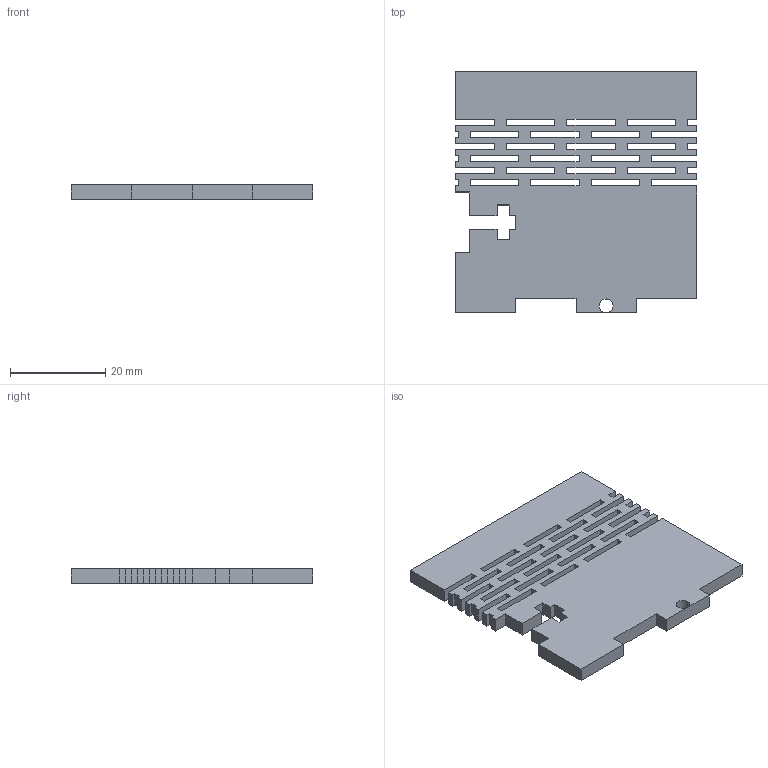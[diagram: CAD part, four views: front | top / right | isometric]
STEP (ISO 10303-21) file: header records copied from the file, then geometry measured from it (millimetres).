
FILE_DESCRIPTION(/* description */ (''),/* implementation_level */ '2;1');
FILE_NAME(/* name */ 'side2+hinge.stp',/* time_stamp */ '2019-05-21T10:51:01-05:00',/* author */ ('markg'),/* organization */ (''),/* preprocessor_version */ 'ST-DEVELOPER v16.5',/* originating_system */ 'Autodesk Inventor 2017',/* authorisation */ '');
FILE_SCHEMA (('AUTOMOTIVE_DESIGN { 1 0 10303 214 3 1 1 }'));
Length unit declared in the file: inch
Products named in the file (1): side2+hinge
Bounding box: 50.8 x 50.8 x 2.97 mm (x, y, z)
Volume: 6276.4 mm3; surface area: 6559.5 mm2
Topology: 1 solids, 1 shells, 149 faces, 441 edges, 294 vertices
Faces by surface type: plane 148, cylinder 1
Full cylindrical faces by diameter (mm): 2.87 x1
Entity records: 4980 total; most frequent: CARTESIAN_POINT 884, ORIENTED_EDGE 880, DIRECTION 742, EDGE_CURVE 440, LINE 438, VECTOR 438, VERTEX_POINT 294, EDGE_LOOP 188
